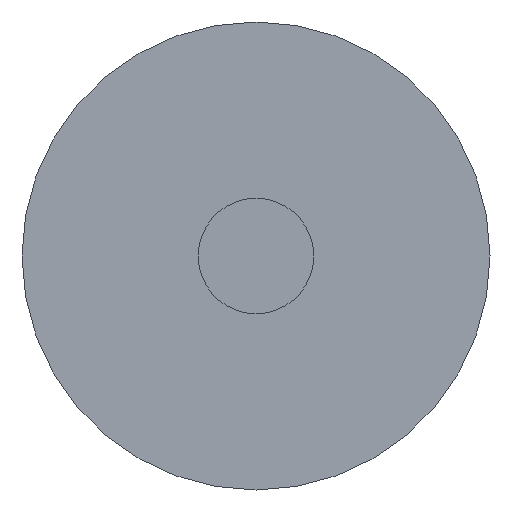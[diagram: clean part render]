
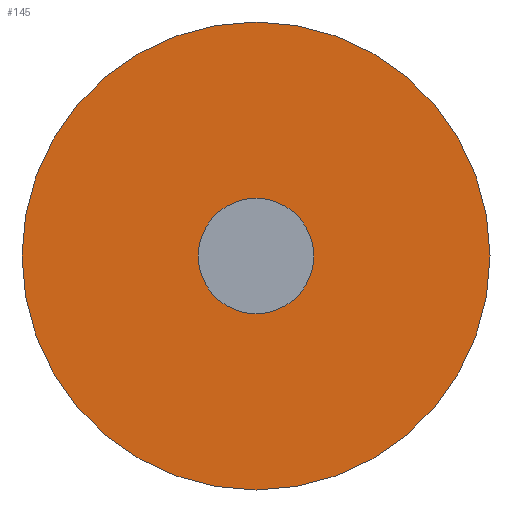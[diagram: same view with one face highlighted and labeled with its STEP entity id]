
A CAD part, left-side view. The second image highlights one B-rep face of the part: STEP entity #145.
In plain terms, the highlighted planar face has unit normal (-1, 0, 0).
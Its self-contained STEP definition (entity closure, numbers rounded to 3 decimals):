
#19=PLANE('',#169);
#34=FACE_BOUND('',#68,.T.);
#46=FACE_OUTER_BOUND('',#67,.T.);
#67=EDGE_LOOP('',(#127));
#68=EDGE_LOOP('',(#128));
#83=CIRCLE('',#170,20.25);
#84=CIRCLE('',#171,5.);
#95=VERTEX_POINT('',#257);
#96=VERTEX_POINT('',#259);
#107=EDGE_CURVE('',#95,#95,#83,.T.);
#108=EDGE_CURVE('',#96,#96,#84,.T.);
#127=ORIENTED_EDGE('',*,*,#107,.F.);
#128=ORIENTED_EDGE('',*,*,#108,.T.);
#145=ADVANCED_FACE('',(#46,#34),#19,.T.);
#169=AXIS2_PLACEMENT_3D('',#256,#214,#215);
#170=AXIS2_PLACEMENT_3D('',#258,#216,#217);
#171=AXIS2_PLACEMENT_3D('',#260,#218,#219);
#214=DIRECTION('center_axis',(-1.,0.,0.));
#215=DIRECTION('ref_axis',(0.,0.,1.));
#216=DIRECTION('center_axis',(1.,0.,0.));
#217=DIRECTION('ref_axis',(0.,0.,-1.));
#218=DIRECTION('center_axis',(1.,0.,0.));
#219=DIRECTION('ref_axis',(0.,0.,-1.));
#256=CARTESIAN_POINT('Origin',(-12.5,20.25,0.));
#257=CARTESIAN_POINT('',(-12.5,20.25,0.));
#258=CARTESIAN_POINT('Origin',(-12.5,0.,0.));
#259=CARTESIAN_POINT('',(-12.5,5.,0.));
#260=CARTESIAN_POINT('Origin',(-12.5,0.,0.));
